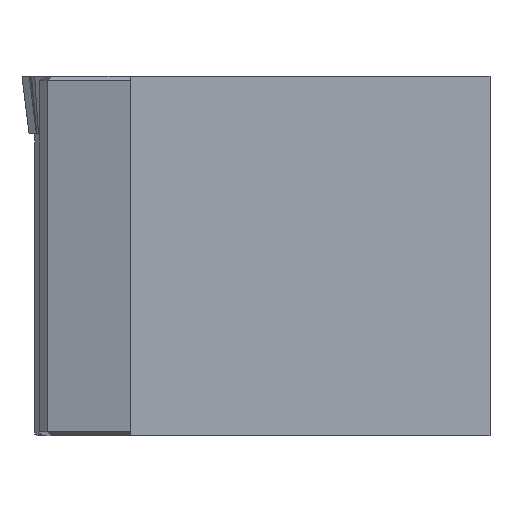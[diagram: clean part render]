
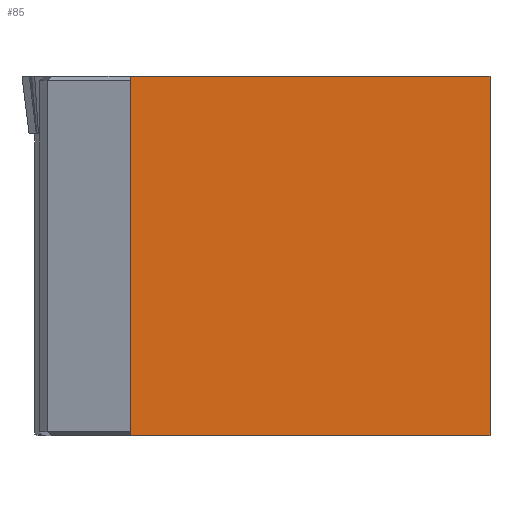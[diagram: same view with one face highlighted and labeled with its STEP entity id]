
A CAD part, front view. The second image highlights one B-rep face of the part: STEP entity #85.
In plain terms, the highlighted planar face has unit normal (0, -1, 0).
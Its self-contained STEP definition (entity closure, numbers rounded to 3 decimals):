
#85=ADVANCED_FACE('',(#148),#121,.T.);
#121=PLANE('',#697);
#148=FACE_OUTER_BOUND('',#179,.T.);
#179=EDGE_LOOP('',(#251,#252,#253,#254));
#251=ORIENTED_EDGE('',*,*,#483,.F.);
#252=ORIENTED_EDGE('',*,*,#484,.F.);
#253=ORIENTED_EDGE('',*,*,#485,.T.);
#254=ORIENTED_EDGE('',*,*,#486,.T.);
#417=VERTEX_POINT('',#983);
#418=VERTEX_POINT('',#984);
#419=VERTEX_POINT('',#986);
#420=VERTEX_POINT('',#988);
#483=EDGE_CURVE('',#417,#418,#569,.T.);
#484=EDGE_CURVE('',#419,#417,#570,.T.);
#485=EDGE_CURVE('',#419,#420,#571,.T.);
#486=EDGE_CURVE('',#420,#418,#572,.T.);
#569=LINE('',#982,#642);
#570=LINE('',#985,#643);
#571=LINE('',#987,#644);
#572=LINE('',#989,#645);
#642=VECTOR('',#788,1.);
#643=VECTOR('',#789,1.);
#644=VECTOR('',#790,1.);
#645=VECTOR('',#791,1.);
#697=AXIS2_PLACEMENT_3D('',#990,#792,#793);
#788=DIRECTION('',(1.,0.,0.));
#789=DIRECTION('',(0.,0.,1.));
#790=DIRECTION('',(1.,0.,0.));
#791=DIRECTION('',(0.,0.,1.));
#792=DIRECTION('',(0.,-1.,0.));
#793=DIRECTION('',(0.,0.,-1.));
#982=CARTESIAN_POINT('',(7.604,-152.396,0.));
#983=CARTESIAN_POINT('',(7.604,-152.396,0.));
#984=CARTESIAN_POINT('',(32.604,-152.396,0.));
#985=CARTESIAN_POINT('',(7.604,-152.396,-25.));
#986=CARTESIAN_POINT('',(7.604,-152.396,-25.));
#987=CARTESIAN_POINT('',(7.604,-152.396,-25.));
#988=CARTESIAN_POINT('',(32.604,-152.396,-25.));
#989=CARTESIAN_POINT('',(32.604,-152.396,-25.));
#990=CARTESIAN_POINT('',(7.604,-152.396,-25.));
